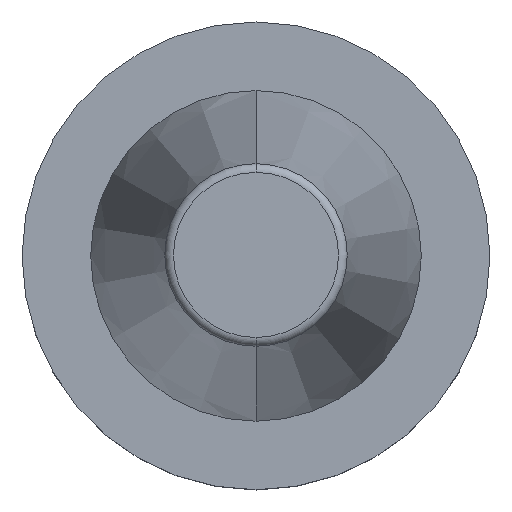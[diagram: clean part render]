
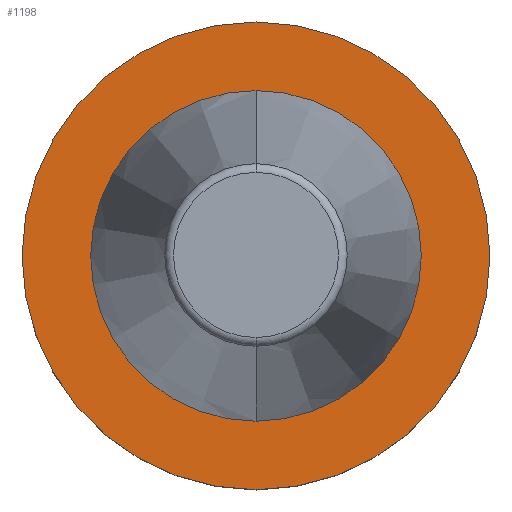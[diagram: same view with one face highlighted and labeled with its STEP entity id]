
A CAD part, top view. The second image highlights one B-rep face of the part: STEP entity #1198.
In plain terms, the highlighted planar face has unit normal (0, 0, 1).
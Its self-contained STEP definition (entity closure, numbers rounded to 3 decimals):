
#2 = FACE_OUTER_BOUND ( 'NONE', #752, .T. ) ;
#102 = AXIS2_PLACEMENT_3D ( 'NONE', #508, #631, #529 ) ;
#108 = AXIS2_PLACEMENT_3D ( 'NONE', #644, #500, #653 ) ;
#131 = AXIS2_PLACEMENT_3D ( 'NONE', #350, #344, #339 ) ;
#181 = FACE_BOUND ( 'NONE', #792, .T. ) ;
#196 = CARTESIAN_POINT ( 'NONE',  ( 0., 22.1, -3.2 ) ) ;
#207 = CARTESIAN_POINT ( 'NONE',  ( 0., -22.1, -3.2 ) ) ;
#250 = CARTESIAN_POINT ( 'NONE',  ( 0., 31.775, -3.2 ) ) ;
#313 = CARTESIAN_POINT ( 'NONE',  ( 0., -31.775, -3.2 ) ) ;
#339 = DIRECTION ( 'NONE',  ( 0., -1., 0. ) ) ;
#340 = PLANE ( 'NONE',  #131 ) ;
#344 = DIRECTION ( 'NONE',  ( 0., 0., 1. ) ) ;
#350 = CARTESIAN_POINT ( 'NONE',  ( 0., 31.775, -3.2 ) ) ;
#356 = AXIS2_PLACEMENT_3D ( 'NONE', #611, #574, #510 ) ;
#360 = EDGE_CURVE ( 'NONE', #844, #854, #998, .T. ) ;
#395 = EDGE_CURVE ( 'NONE', #839, #840, #1032, .T. ) ;
#420 = EDGE_CURVE ( 'NONE', #854, #844, #1060, .T. ) ;
#438 = EDGE_CURVE ( 'NONE', #840, #839, #1083, .T. ) ;
#442 = AXIS2_PLACEMENT_3D ( 'NONE', #645, #621, #680 ) ;
#500 = DIRECTION ( 'NONE',  ( 0., 0., -1. ) ) ;
#508 = CARTESIAN_POINT ( 'NONE',  ( 0., 0., -3.2 ) ) ;
#510 = DIRECTION ( 'NONE',  ( 0., 1., 0. ) ) ;
#529 = DIRECTION ( 'NONE',  ( 0., 1., 0. ) ) ;
#574 = DIRECTION ( 'NONE',  ( 0., 0., -1. ) ) ;
#611 = CARTESIAN_POINT ( 'NONE',  ( 0., 0., -3.2 ) ) ;
#621 = DIRECTION ( 'NONE',  ( 0., 0., -1. ) ) ;
#631 = DIRECTION ( 'NONE',  ( 0., 0., -1. ) ) ;
#644 = CARTESIAN_POINT ( 'NONE',  ( 0., 0., -3.2 ) ) ;
#645 = CARTESIAN_POINT ( 'NONE',  ( 0., 0., -3.2 ) ) ;
#653 = DIRECTION ( 'NONE',  ( 0., 1., 0. ) ) ;
#680 = DIRECTION ( 'NONE',  ( 0., 1., 0. ) ) ;
#752 = EDGE_LOOP ( 'NONE', ( #955, #956 ) ) ;
#792 = EDGE_LOOP ( 'NONE', ( #953, #954 ) ) ;
#839 = VERTEX_POINT ( 'NONE', #250 ) ;
#840 = VERTEX_POINT ( 'NONE', #313 ) ;
#844 = VERTEX_POINT ( 'NONE', #207 ) ;
#854 = VERTEX_POINT ( 'NONE', #196 ) ;
#953 = ORIENTED_EDGE ( 'NONE', *, *, #420, .T. ) ;
#954 = ORIENTED_EDGE ( 'NONE', *, *, #360, .T. ) ;
#955 = ORIENTED_EDGE ( 'NONE', *, *, #395, .F. ) ;
#956 = ORIENTED_EDGE ( 'NONE', *, *, #438, .F. ) ;
#998 = CIRCLE ( 'NONE', #442, 22.1 ) ;
#1032 = CIRCLE ( 'NONE', #356, 31.775 ) ;
#1060 = CIRCLE ( 'NONE', #108, 22.1 ) ;
#1083 = CIRCLE ( 'NONE', #102, 31.775 ) ;
#1198 = ADVANCED_FACE ( 'NONE', ( #181, #2 ), #340, .T. ) ;
